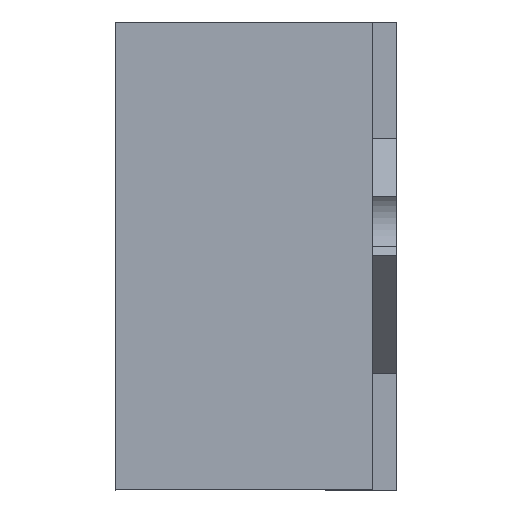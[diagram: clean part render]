
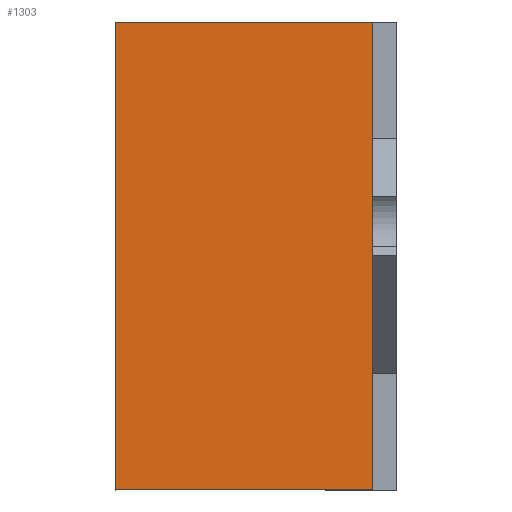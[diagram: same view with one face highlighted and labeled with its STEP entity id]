
A CAD part, left-side view. The second image highlights one B-rep face of the part: STEP entity #1303.
In plain terms, the highlighted planar face has unit normal (-1, 0, 0).
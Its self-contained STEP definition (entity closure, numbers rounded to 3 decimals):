
#3 = CARTESIAN_POINT ( 'NONE',  ( -0.5, 0.6, 0.5 ) ) ;
#176 = EDGE_CURVE ( 'NONE', #1957, #1074, #629, .T. ) ;
#208 = EDGE_CURVE ( 'NONE', #1554, #628, #1869, .T. ) ;
#381 = FACE_OUTER_BOUND ( 'NONE', #2039, .T. ) ;
#532 = EDGE_CURVE ( 'NONE', #628, #1074, #831, .T. ) ;
#628 = VERTEX_POINT ( 'NONE', #3 ) ;
#629 = LINE ( 'NONE', #1910, #1579 ) ;
#643 = VECTOR ( 'NONE', #1314, 1000. ) ;
#674 = PLANE ( 'NONE',  #815 ) ;
#746 = DIRECTION ( 'NONE',  ( 0., -1., 0. ) ) ;
#813 = CARTESIAN_POINT ( 'NONE',  ( -0.5, 0.6, -0.5 ) ) ;
#815 = AXIS2_PLACEMENT_3D ( 'NONE', #1854, #1028, #1345 ) ;
#831 = LINE ( 'NONE', #1004, #643 ) ;
#1004 = CARTESIAN_POINT ( 'NONE',  ( -0.5, 2.614, 0.5 ) ) ;
#1028 = DIRECTION ( 'NONE',  ( 1., 0., 0. ) ) ;
#1074 = VERTEX_POINT ( 'NONE', #1533 ) ;
#1303 = ADVANCED_FACE ( 'NONE', ( #381 ), #674, .F. ) ;
#1314 = DIRECTION ( 'NONE',  ( 0., -1., 0. ) ) ;
#1345 = DIRECTION ( 'NONE',  ( 0., 0., -1. ) ) ;
#1408 = VECTOR ( 'NONE', #746, 1000. ) ;
#1417 = VECTOR ( 'NONE', #2162, 1000. ) ;
#1533 = CARTESIAN_POINT ( 'NONE',  ( -0.5, 0.05, 0.5 ) ) ;
#1554 = VERTEX_POINT ( 'NONE', #1589 ) ;
#1574 = CARTESIAN_POINT ( 'NONE',  ( -0.5, 2.614, -0.5 ) ) ;
#1579 = VECTOR ( 'NONE', #1644, 1000. ) ;
#1589 = CARTESIAN_POINT ( 'NONE',  ( -0.5, 0.6, -0.5 ) ) ;
#1639 = LINE ( 'NONE', #1574, #1408 ) ;
#1644 = DIRECTION ( 'NONE',  ( 0., 0., 1. ) ) ;
#1683 = ORIENTED_EDGE ( 'NONE', *, *, #2027, .T. ) ;
#1707 = CARTESIAN_POINT ( 'NONE',  ( -0.5, 0.05, -0.5 ) ) ;
#1764 = ORIENTED_EDGE ( 'NONE', *, *, #176, .T. ) ;
#1854 = CARTESIAN_POINT ( 'NONE',  ( -0.5, 2.614, -0.5 ) ) ;
#1869 = LINE ( 'NONE', #813, #1417 ) ;
#1910 = CARTESIAN_POINT ( 'NONE',  ( -0.5, 0.05, -0.5 ) ) ;
#1957 = VERTEX_POINT ( 'NONE', #1707 ) ;
#2027 = EDGE_CURVE ( 'NONE', #1554, #1957, #1639, .T. ) ;
#2039 = EDGE_LOOP ( 'NONE', ( #2154, #1683, #1764, #2088 ) ) ;
#2088 = ORIENTED_EDGE ( 'NONE', *, *, #532, .F. ) ;
#2154 = ORIENTED_EDGE ( 'NONE', *, *, #208, .F. ) ;
#2162 = DIRECTION ( 'NONE',  ( 0., 0., 1. ) ) ;
